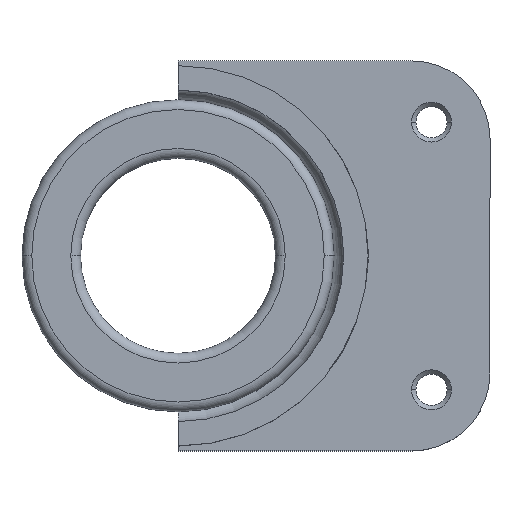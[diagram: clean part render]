
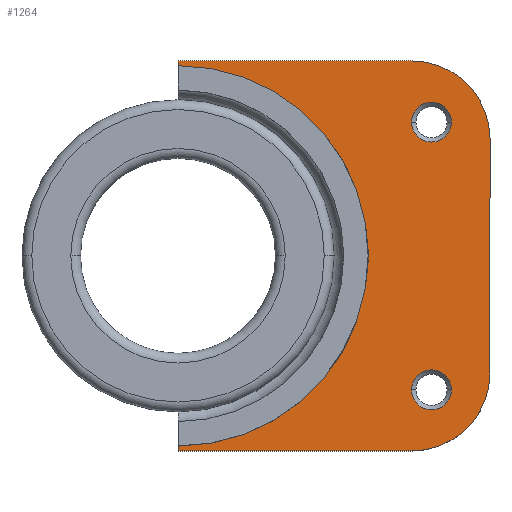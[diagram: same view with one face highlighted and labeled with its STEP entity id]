
A CAD part, top view. The second image highlights one B-rep face of the part: STEP entity #1264.
In plain terms, the highlighted planar face has unit normal (0, 0, 1).
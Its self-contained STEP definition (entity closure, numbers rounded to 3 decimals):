
#5 = CARTESIAN_POINT ( 'NONE',  ( -16., 0., 2. ) ) ;
#8 = EDGE_CURVE ( 'NONE', #549, #69, #562, .T. ) ;
#11 = VECTOR ( 'NONE', #524, 1000. ) ;
#24 = DIRECTION ( 'NONE',  ( 0., 0., 1. ) ) ;
#27 = CARTESIAN_POINT ( 'NONE',  ( -6.25, 0., 2. ) ) ;
#33 = VECTOR ( 'NONE', #1476, 1000. ) ;
#36 = EDGE_CURVE ( 'NONE', #190, #1070, #375, .T. ) ;
#64 = CARTESIAN_POINT ( 'NONE',  ( -16., -9.75, 2. ) ) ;
#69 = VERTEX_POINT ( 'NONE', #439 ) ;
#72 = EDGE_CURVE ( 'NONE', #583, #1454, #1365, .T. ) ;
#73 = DIRECTION ( 'NONE',  ( 1., 0., 0. ) ) ;
#91 = AXIS2_PLACEMENT_3D ( 'NONE', #1272, #686, #1523 ) ;
#105 = DIRECTION ( 'NONE',  ( 1., 0., 0. ) ) ;
#142 = ORIENTED_EDGE ( 'NONE', *, *, #72, .F. ) ;
#143 = CARTESIAN_POINT ( 'NONE',  ( -4., -6., 2. ) ) ;
#155 = EDGE_LOOP ( 'NONE', ( #142, #486 ) ) ;
#162 = EDGE_CURVE ( 'NONE', #1454, #583, #1444, .T. ) ;
#174 = EDGE_CURVE ( 'NONE', #663, #190, #751, .T. ) ;
#183 = EDGE_CURVE ( 'NONE', #1070, #549, #1276, .T. ) ;
#190 = VERTEX_POINT ( 'NONE', #715 ) ;
#194 = DIRECTION ( 'NONE',  ( 0., 0., 1. ) ) ;
#225 = EDGE_CURVE ( 'NONE', #376, #1222, #1163, .T. ) ;
#234 = EDGE_CURVE ( 'NONE', #628, #750, #854, .T. ) ;
#240 = DIRECTION ( 'NONE',  ( 1., 0., 0. ) ) ;
#243 = CIRCLE ( 'NONE', #91, 4. ) ;
#258 = CARTESIAN_POINT ( 'NONE',  ( -3., -6.864, 2. ) ) ;
#283 = ORIENTED_EDGE ( 'NONE', *, *, #234, .F. ) ;
#286 = CARTESIAN_POINT ( 'NONE',  ( -16., 10., 2. ) ) ;
#296 = CARTESIAN_POINT ( 'NONE',  ( 0., 10., 2. ) ) ;
#302 = ORIENTED_EDGE ( 'NONE', *, *, #183, .T. ) ;
#313 = DIRECTION ( 'NONE',  ( 1., 0., 0. ) ) ;
#337 = CARTESIAN_POINT ( 'NONE',  ( -4.025, 6.864, 2. ) ) ;
#362 = AXIS2_PLACEMENT_3D ( 'NONE', #1520, #194, #690 ) ;
#366 = DIRECTION ( 'NONE',  ( 0., 0., 1. ) ) ;
#375 = CIRCLE ( 'NONE', #434, 9.75 ) ;
#376 = VERTEX_POINT ( 'NONE', #895 ) ;
#397 = LINE ( 'NONE', #296, #11 ) ;
#404 = ORIENTED_EDGE ( 'NONE', *, *, #174, .T. ) ;
#407 = VERTEX_POINT ( 'NONE', #502 ) ;
#421 = CARTESIAN_POINT ( 'NONE',  ( -4., 10., 2. ) ) ;
#434 = AXIS2_PLACEMENT_3D ( 'NONE', #785, #1482, #73 ) ;
#435 = CARTESIAN_POINT ( 'NONE',  ( -16., 10., 2. ) ) ;
#439 = CARTESIAN_POINT ( 'NONE',  ( -16., -10., 2. ) ) ;
#450 = EDGE_LOOP ( 'NONE', ( #818, #1279, #998, #1188, #1226, #404, #966, #302, #1017 ) ) ;
#455 = DIRECTION ( 'NONE',  ( 0., 0., -1. ) ) ;
#459 = DIRECTION ( 'NONE',  ( 0., 0., 1. ) ) ;
#486 = ORIENTED_EDGE ( 'NONE', *, *, #162, .F. ) ;
#502 = CARTESIAN_POINT ( 'NONE',  ( 0., 6., 2. ) ) ;
#524 = DIRECTION ( 'NONE',  ( 0., 1., 0. ) ) ;
#527 = EDGE_LOOP ( 'NONE', ( #894, #283 ) ) ;
#549 = VERTEX_POINT ( 'NONE', #64 ) ;
#552 = EDGE_CURVE ( 'NONE', #1316, #663, #729, .T. ) ;
#562 = LINE ( 'NONE', #664, #678 ) ;
#583 = VERTEX_POINT ( 'NONE', #1354 ) ;
#597 = DIRECTION ( 'NONE',  ( 0., 0., 1. ) ) ;
#602 = VECTOR ( 'NONE', #1430, 1000. ) ;
#604 = EDGE_CURVE ( 'NONE', #1222, #407, #397, .T. ) ;
#615 = EDGE_CURVE ( 'NONE', #407, #1316, #243, .T. ) ;
#628 = VERTEX_POINT ( 'NONE', #803 ) ;
#663 = VERTEX_POINT ( 'NONE', #435 ) ;
#664 = CARTESIAN_POINT ( 'NONE',  ( -16., -11.699, 2. ) ) ;
#678 = VECTOR ( 'NONE', #778, 1000. ) ;
#686 = DIRECTION ( 'NONE',  ( 0., 0., 1. ) ) ;
#690 = DIRECTION ( 'NONE',  ( 1., 0., 0. ) ) ;
#715 = CARTESIAN_POINT ( 'NONE',  ( -16., 9.75, 2. ) ) ;
#722 = DIRECTION ( 'NONE',  ( 1., 0., 0. ) ) ;
#725 = DIRECTION ( 'NONE',  ( 1., 0., 0. ) ) ;
#729 = LINE ( 'NONE', #286, #33 ) ;
#735 = CARTESIAN_POINT ( 'NONE',  ( -16., -10., 2. ) ) ;
#746 = AXIS2_PLACEMENT_3D ( 'NONE', #1273, #1513, #313 ) ;
#750 = VERTEX_POINT ( 'NONE', #1291 ) ;
#751 = LINE ( 'NONE', #956, #602 ) ;
#778 = DIRECTION ( 'NONE',  ( 0., -1., 0. ) ) ;
#785 = CARTESIAN_POINT ( 'NONE',  ( -16., 0., 2. ) ) ;
#803 = CARTESIAN_POINT ( 'NONE',  ( -4.025, -6.864, 2. ) ) ;
#818 = ORIENTED_EDGE ( 'NONE', *, *, #911, .T. ) ;
#839 = CARTESIAN_POINT ( 'NONE',  ( -3., 6.864, 2. ) ) ;
#854 = CIRCLE ( 'NONE', #1423, 1.025 ) ;
#856 = DIRECTION ( 'NONE',  ( 1., 0., 0. ) ) ;
#894 = ORIENTED_EDGE ( 'NONE', *, *, #958, .F. ) ;
#895 = CARTESIAN_POINT ( 'NONE',  ( -4., -10., 2. ) ) ;
#911 = EDGE_CURVE ( 'NONE', #69, #376, #1141, .T. ) ;
#940 = FACE_BOUND ( 'NONE', #155, .T. ) ;
#956 = CARTESIAN_POINT ( 'NONE',  ( -16., 9.75, 2. ) ) ;
#958 = EDGE_CURVE ( 'NONE', #750, #628, #1437, .T. ) ;
#966 = ORIENTED_EDGE ( 'NONE', *, *, #36, .T. ) ;
#998 = ORIENTED_EDGE ( 'NONE', *, *, #604, .T. ) ;
#1017 = ORIENTED_EDGE ( 'NONE', *, *, #8, .T. ) ;
#1070 = VERTEX_POINT ( 'NONE', #27 ) ;
#1077 = CARTESIAN_POINT ( 'NONE',  ( -3., -6.864, 2. ) ) ;
#1078 = VECTOR ( 'NONE', #722, 1000. ) ;
#1093 = DIRECTION ( 'NONE',  ( 1., 0., 0. ) ) ;
#1130 = CARTESIAN_POINT ( 'NONE',  ( 0., -6., 2. ) ) ;
#1141 = LINE ( 'NONE', #735, #1078 ) ;
#1163 = CIRCLE ( 'NONE', #1474, 4. ) ;
#1188 = ORIENTED_EDGE ( 'NONE', *, *, #615, .T. ) ;
#1218 = AXIS2_PLACEMENT_3D ( 'NONE', #5, #455, #105 ) ;
#1222 = VERTEX_POINT ( 'NONE', #1130 ) ;
#1226 = ORIENTED_EDGE ( 'NONE', *, *, #552, .T. ) ;
#1240 = AXIS2_PLACEMENT_3D ( 'NONE', #839, #459, #240 ) ;
#1242 = AXIS2_PLACEMENT_3D ( 'NONE', #258, #597, #1093 ) ;
#1264 = ADVANCED_FACE ( 'NONE', ( #940, #1309, #1435 ), #1346, .T. ) ;
#1272 = CARTESIAN_POINT ( 'NONE',  ( -4., 6., 2. ) ) ;
#1273 = CARTESIAN_POINT ( 'NONE',  ( -16., 0., 2. ) ) ;
#1276 = CIRCLE ( 'NONE', #1218, 9.75 ) ;
#1279 = ORIENTED_EDGE ( 'NONE', *, *, #225, .T. ) ;
#1291 = CARTESIAN_POINT ( 'NONE',  ( -1.975, -6.864, 2. ) ) ;
#1309 = FACE_BOUND ( 'NONE', #527, .T. ) ;
#1316 = VERTEX_POINT ( 'NONE', #421 ) ;
#1346 = PLANE ( 'NONE',  #746 ) ;
#1354 = CARTESIAN_POINT ( 'NONE',  ( -1.975, 6.864, 2. ) ) ;
#1365 = CIRCLE ( 'NONE', #362, 1.025 ) ;
#1423 = AXIS2_PLACEMENT_3D ( 'NONE', #1077, #24, #856 ) ;
#1430 = DIRECTION ( 'NONE',  ( 0., -1., 0. ) ) ;
#1435 = FACE_OUTER_BOUND ( 'NONE', #450, .T. ) ;
#1437 = CIRCLE ( 'NONE', #1242, 1.025 ) ;
#1444 = CIRCLE ( 'NONE', #1240, 1.025 ) ;
#1454 = VERTEX_POINT ( 'NONE', #337 ) ;
#1474 = AXIS2_PLACEMENT_3D ( 'NONE', #143, #366, #725 ) ;
#1476 = DIRECTION ( 'NONE',  ( -1., 0., 0. ) ) ;
#1482 = DIRECTION ( 'NONE',  ( 0., 0., -1. ) ) ;
#1513 = DIRECTION ( 'NONE',  ( 0., 0., 1. ) ) ;
#1520 = CARTESIAN_POINT ( 'NONE',  ( -3., 6.864, 2. ) ) ;
#1523 = DIRECTION ( 'NONE',  ( 1., 0., 0. ) ) ;
